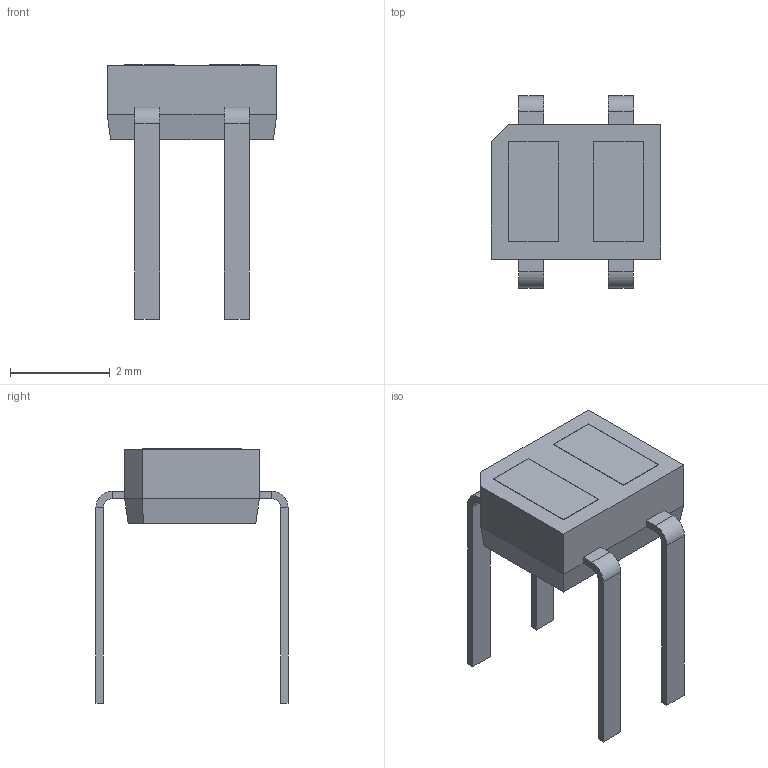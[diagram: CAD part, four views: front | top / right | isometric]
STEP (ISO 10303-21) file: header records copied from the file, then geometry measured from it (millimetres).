
FILE_DESCRIPTION (( 'STEP AP214' ), '1' );
FILE_NAME ('KTIR0821DS.STEP', '2021-03-22T15:10:22', ( '' ), ( '' ), 'SwSTEP 2.0', 'SolidWorks 2018', '' );
FILE_SCHEMA (( 'AUTOMOTIVE_DESIGN' ));
Length unit declared in the file: millimetre
Products named in the file (1): KTIR0821DS
Bounding box: 3.4 x 3.85 x 5.1 mm (x, y, z)
Volume: 14.8 mm3; surface area: 59.1 mm2
Topology: 1 solids, 1 shells, 74 faces, 165 edges, 95 vertices
Faces by surface type: plane 66, cylinder 8
Entity records: 2813 total; most frequent: CARTESIAN_POINT 335, DIRECTION 331, ORIENTED_EDGE 330, EDGE_CURVE 165, VECTOR 149, LINE 149, VERTEX_POINT 95, AXIS2_PLACEMENT_3D 91
